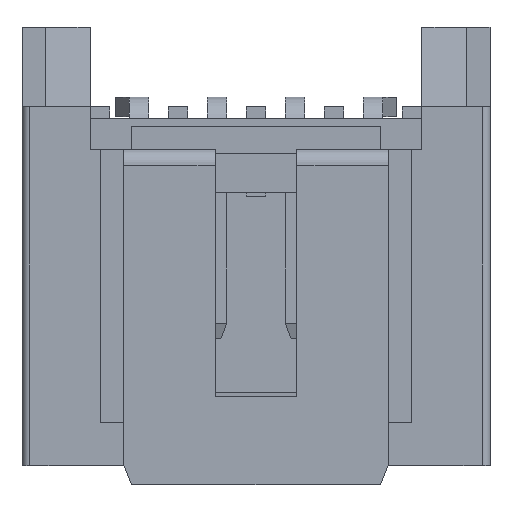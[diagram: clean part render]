
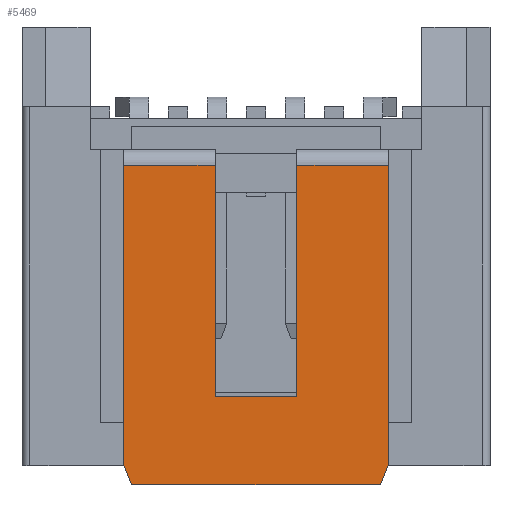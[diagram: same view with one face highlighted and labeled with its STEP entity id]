
A CAD part, top view. The second image highlights one B-rep face of the part: STEP entity #5469.
In plain terms, the highlighted planar face has unit normal (0, 0, 1).
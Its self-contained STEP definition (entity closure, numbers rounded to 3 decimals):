
#435=FACE_OUTER_BOUND('',#738,.T.);
#738=EDGE_LOOP('',(#4886,#4887,#4888,#4889,#4890,#4891,#4892,#4893,#4894,
#4895));
#911=LINE('',#7486,#1596);
#914=LINE('',#7492,#1599);
#956=LINE('',#7579,#1641);
#958=LINE('',#7583,#1643);
#961=LINE('',#7588,#1646);
#1479=LINE('',#8733,#2164);
#1486=LINE('',#8750,#2171);
#1497=LINE('',#8771,#2182);
#1499=LINE('',#8774,#2184);
#1500=LINE('',#8775,#2185);
#1596=VECTOR('',#6028,0.539);
#1599=VECTOR('',#6033,7.7);
#1641=VECTOR('',#6099,7.7);
#1643=VECTOR('',#6103,0.539);
#1646=VECTOR('',#6108,6.38);
#2164=VECTOR('',#7192,5.945);
#2171=VECTOR('',#7209,5.945);
#2182=VECTOR('',#7232,2.1);
#2184=VECTOR('',#7236,2.34);
#2185=VECTOR('',#7237,2.34);
#2279=VERTEX_POINT('',#7483);
#2280=VERTEX_POINT('',#7485);
#2282=VERTEX_POINT('',#7491);
#2314=VERTEX_POINT('',#7576);
#2315=VERTEX_POINT('',#7578);
#2316=VERTEX_POINT('',#7582);
#2660=VERTEX_POINT('',#8730);
#2661=VERTEX_POINT('',#8732);
#2665=VERTEX_POINT('',#8747);
#2666=VERTEX_POINT('',#8749);
#2779=EDGE_CURVE('',#2280,#2279,#911,.T.);
#2782=EDGE_CURVE('',#2282,#2280,#914,.T.);
#2826=EDGE_CURVE('',#2314,#2315,#956,.T.);
#2828=EDGE_CURVE('',#2315,#2316,#958,.T.);
#2831=EDGE_CURVE('',#2279,#2316,#961,.T.);
#3399=EDGE_CURVE('',#2661,#2660,#1479,.T.);
#3408=EDGE_CURVE('',#2665,#2666,#1486,.T.);
#3419=EDGE_CURVE('',#2666,#2660,#1497,.T.);
#3421=EDGE_CURVE('',#2282,#2665,#1499,.T.);
#3422=EDGE_CURVE('',#2661,#2314,#1500,.T.);
#4886=ORIENTED_EDGE('',*,*,#3399,.T.);
#4887=ORIENTED_EDGE('',*,*,#3419,.F.);
#4888=ORIENTED_EDGE('',*,*,#3408,.F.);
#4889=ORIENTED_EDGE('',*,*,#3421,.F.);
#4890=ORIENTED_EDGE('',*,*,#2782,.T.);
#4891=ORIENTED_EDGE('',*,*,#2779,.T.);
#4892=ORIENTED_EDGE('',*,*,#2831,.T.);
#4893=ORIENTED_EDGE('',*,*,#2828,.F.);
#4894=ORIENTED_EDGE('',*,*,#2826,.F.);
#4895=ORIENTED_EDGE('',*,*,#3422,.F.);
#5183=PLANE('',#5845);
#5469=ADVANCED_FACE('',(#435),#5183,.T.);
#5845=AXIS2_PLACEMENT_3D('',#8773,#7234,#7235);
#6028=DIRECTION('',(0.371,-0.928,0.));
#6033=DIRECTION('',(0.,-1.,0.));
#6099=DIRECTION('',(0.,-1.,0.));
#6103=DIRECTION('',(-0.371,-0.928,0.));
#6108=DIRECTION('',(1.,0.,0.));
#7192=DIRECTION('',(0.,-1.,0.));
#7209=DIRECTION('',(0.,-1.,0.));
#7232=DIRECTION('',(1.,0.,0.));
#7234=DIRECTION('center_axis',(0.,0.,1.));
#7235=DIRECTION('ref_axis',(0.,-1.,0.));
#7236=DIRECTION('',(1.,0.,0.));
#7237=DIRECTION('',(1.,0.,0.));
#7483=CARTESIAN_POINT('',(-3.19,-9.7,6.7));
#7485=CARTESIAN_POINT('',(-3.39,-9.2,6.7));
#7486=CARTESIAN_POINT('',(-3.39,-9.2,6.7));
#7491=CARTESIAN_POINT('',(-3.39,-1.5,6.7));
#7492=CARTESIAN_POINT('',(-3.39,-1.5,6.7));
#7576=CARTESIAN_POINT('',(3.39,-1.5,6.7));
#7578=CARTESIAN_POINT('',(3.39,-9.2,6.7));
#7579=CARTESIAN_POINT('',(3.39,-1.5,6.7));
#7582=CARTESIAN_POINT('',(3.19,-9.7,6.7));
#7583=CARTESIAN_POINT('',(3.39,-9.2,6.7));
#7588=CARTESIAN_POINT('',(-3.19,-9.7,6.7));
#8730=CARTESIAN_POINT('',(1.05,-7.445,6.7));
#8732=CARTESIAN_POINT('',(1.05,-1.5,6.7));
#8733=CARTESIAN_POINT('',(1.05,-1.5,6.7));
#8747=CARTESIAN_POINT('',(-1.05,-1.5,6.7));
#8749=CARTESIAN_POINT('',(-1.05,-7.445,6.7));
#8750=CARTESIAN_POINT('',(-1.05,-1.5,6.7));
#8771=CARTESIAN_POINT('',(-1.05,-7.445,6.7));
#8773=CARTESIAN_POINT('Origin',(-3.39,-1.5,6.7));
#8774=CARTESIAN_POINT('',(-3.39,-1.5,6.7));
#8775=CARTESIAN_POINT('',(1.05,-1.5,6.7));
